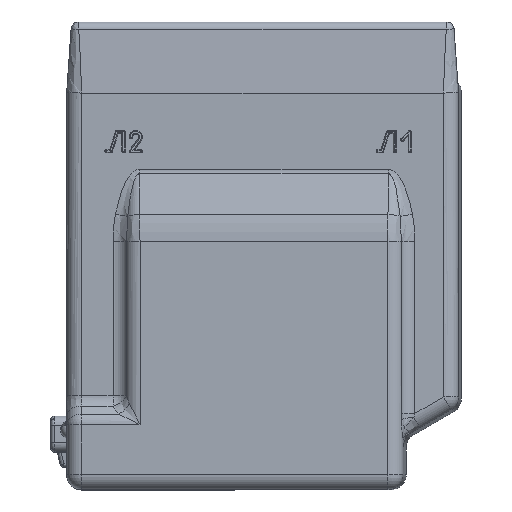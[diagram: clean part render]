
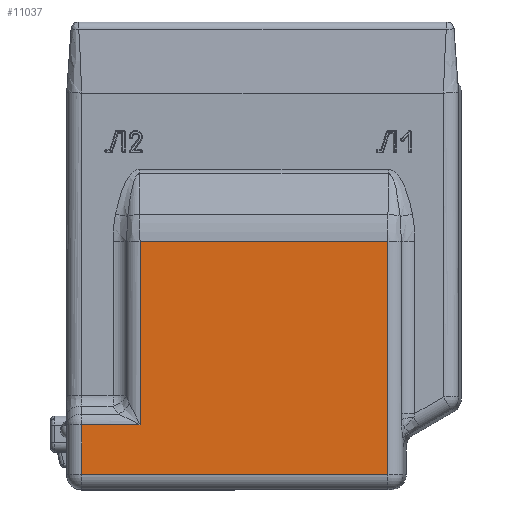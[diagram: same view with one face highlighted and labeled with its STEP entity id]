
A CAD part, top view. The second image highlights one B-rep face of the part: STEP entity #11037.
In plain terms, the highlighted planar face has unit normal (0, 0, 1).
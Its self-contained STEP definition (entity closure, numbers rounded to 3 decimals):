
#1652 = LINE ( 'NONE', #2573, #1653 ) ;
#1653 = VECTOR ( 'NONE', #2574, 1000. ) ;
#1655 = LINE ( 'NONE', #2577, #1656 ) ;
#1656 = VECTOR ( 'NONE', #2578, 1000. ) ;
#2573 = CARTESIAN_POINT ( 'NONE',  ( -97.5, 218., 74. ) ) ;
#2574 = DIRECTION ( 'NONE',  ( 0., -1., 0. ) ) ;
#2577 = CARTESIAN_POINT ( 'NONE',  ( -97.5, 34.686, 74. ) ) ;
#2578 = DIRECTION ( 'NONE',  ( -1., 0., 0. ) ) ;
#5441 = LINE ( 'NONE', #7686, #5453 ) ;
#5453 = VECTOR ( 'NONE', #7687, 1000. ) ;
#5484 = LINE ( 'NONE', #7810, #5485 ) ;
#5485 = VECTOR ( 'NONE', #7811, 1000. ) ;
#5495 = VECTOR ( 'NONE', #7840, 1000. ) ;
#5501 = LINE ( 'NONE', #7839, #5495 ) ;
#5565 = VECTOR ( 'NONE', #8093, 1000. ) ;
#5567 = LINE ( 'NONE', #8086, #5565 ) ;
#7686 = CARTESIAN_POINT ( 'NONE',  ( -66.269, 218., 74. ) ) ;
#7687 = DIRECTION ( 'NONE',  ( 0., -1., 0. ) ) ;
#7810 = CARTESIAN_POINT ( 'NONE',  ( 66.269, 218., 74. ) ) ;
#7811 = DIRECTION ( 'NONE',  ( 0., 1., 0. ) ) ;
#7839 = CARTESIAN_POINT ( 'NONE',  ( -105.5, 8., 74. ) ) ;
#7840 = DIRECTION ( 'NONE',  ( 1., 0., 0. ) ) ;
#8086 = CARTESIAN_POINT ( 'NONE',  ( -105.5, 132.662, 74. ) ) ;
#8093 = DIRECTION ( 'NONE',  ( -1., 0., 0. ) ) ;
#8476 = VERTEX_POINT ( 'NONE', #17163 ) ;
#8726 = VERTEX_POINT ( 'NONE', #17413 ) ;
#8727 = VERTEX_POINT ( 'NONE', #17414 ) ;
#8738 = VERTEX_POINT ( 'NONE', #17425 ) ;
#8751 = VERTEX_POINT ( 'NONE', #17438 ) ;
#8752 = VERTEX_POINT ( 'NONE', #17439 ) ;
#11037 = ADVANCED_FACE ( 'NONE', ( #19524 ), #19045, .F. ) ;
#11814 = EDGE_CURVE ( 'NONE', #8476, #8752, #1652, .T. ) ;
#11816 = EDGE_CURVE ( 'NONE', #8738, #8476, #1655, .T. ) ;
#13144 = ORIENTED_EDGE ( 'NONE', *, *, #11814, .T. ) ;
#13145 = ORIENTED_EDGE ( 'NONE', *, *, #15761, .T. ) ;
#13146 = ORIENTED_EDGE ( 'NONE', *, *, #15755, .T. ) ;
#13147 = ORIENTED_EDGE ( 'NONE', *, *, #15823, .T. ) ;
#13148 = ORIENTED_EDGE ( 'NONE', *, *, #15724, .T. ) ;
#13149 = ORIENTED_EDGE ( 'NONE', *, *, #11816, .T. ) ;
#15724 = EDGE_CURVE ( 'NONE', #8727, #8738, #5441, .T. ) ;
#15755 = EDGE_CURVE ( 'NONE', #8751, #8726, #5484, .T. ) ;
#15761 = EDGE_CURVE ( 'NONE', #8752, #8751, #5501, .T. ) ;
#15823 = EDGE_CURVE ( 'NONE', #8726, #8727, #5567, .T. ) ;
#16208 = AXIS2_PLACEMENT_3D ( 'NONE', #19040, #19048, #19049 ) ;
#17163 = CARTESIAN_POINT ( 'NONE',  ( -97.5, 34.686, 74. ) ) ;
#17413 = CARTESIAN_POINT ( 'NONE',  ( 66.269, 132.662, 74. ) ) ;
#17414 = CARTESIAN_POINT ( 'NONE',  ( -66.269, 132.662, 74. ) ) ;
#17425 = CARTESIAN_POINT ( 'NONE',  ( -66.269, 34.686, 74. ) ) ;
#17438 = CARTESIAN_POINT ( 'NONE',  ( 66.269, 8., 74. ) ) ;
#17439 = CARTESIAN_POINT ( 'NONE',  ( -97.5, 8., 74. ) ) ;
#19040 = CARTESIAN_POINT ( 'NONE',  ( -105.5, 218., 74. ) ) ;
#19045 = PLANE ( 'NONE',  #16208 ) ;
#19048 = DIRECTION ( 'NONE',  ( 0., 0., -1. ) ) ;
#19049 = DIRECTION ( 'NONE',  ( -1., 0., 0. ) ) ;
#19524 = FACE_OUTER_BOUND ( 'NONE', #23710, .T. ) ;
#23710 = EDGE_LOOP ( 'NONE', ( #13144, #13145, #13146, #13147, #13148, #13149 ) ) ;
